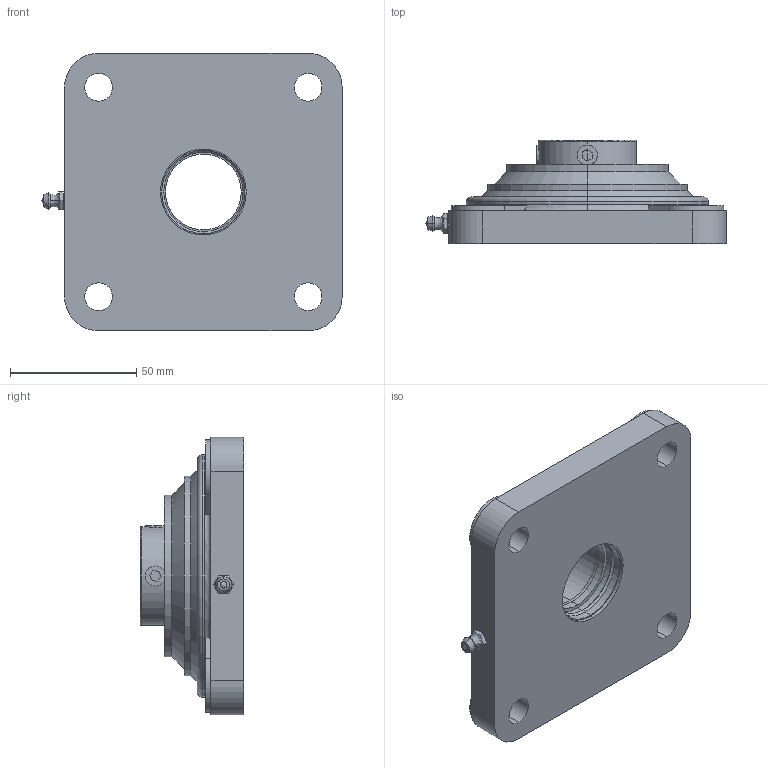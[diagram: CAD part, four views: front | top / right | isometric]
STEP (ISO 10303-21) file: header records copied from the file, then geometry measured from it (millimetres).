
FILE_DESCRIPTION (( 'STEP AP214' ), '1' );
FILE_NAME ('Rexnord-UCFN 206- 634103.STEP', '2023-07-13T10:15:15', ( '' ), ( '' ), 'SwSTEP 2.0', 'SolidWorks 2022', '' );
FILE_SCHEMA (( 'AUTOMOTIVE_DESIGN' ));
Length unit declared in the file: millimetre
Products named in the file (4): Rexnord-UCFN 206- 634103_NIPPLE; Rexnord-UCFN 206- 634103_BEARING; Rexnord-UCFN 206- 634103_HUB; Rexnord-UCFN 206- 634103
Assembly tree (3 placements, depth 2):
  Rexnord-UCFN 206- 634103
    Rexnord-UCFN 206- 634103_HUB
    Rexnord-UCFN 206- 634103_BEARING
    Rexnord-UCFN 206- 634103_NIPPLE
Bounding box: 119 x 41 x 110 mm (x, y, z)
Volume: 220881.3 mm3; surface area: 47128.7 mm2
Topology: 3 solids, 3 shells, 140 faces, 336 edges, 214 vertices
Faces by surface type: plane 58, cylinder 47, cone 16, torus 16, bspline 3
Entity records: 4848 total; most frequent: CARTESIAN_POINT 1141, DIRECTION 724, ORIENTED_EDGE 672, EDGE_CURVE 336, AXIS2_PLACEMENT_3D 289, VERTEX_POINT 214, EDGE_LOOP 164, CIRCLE 146
